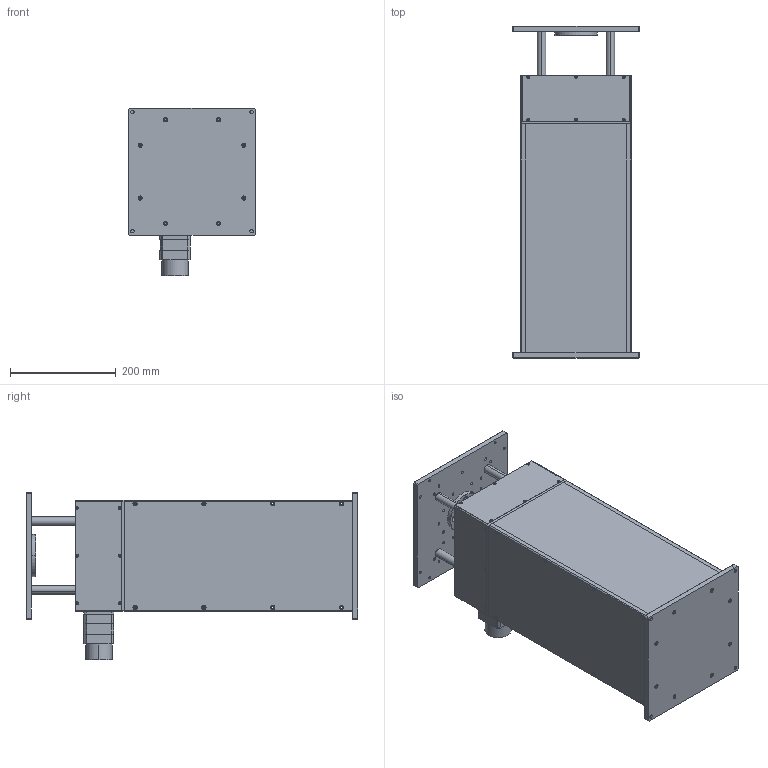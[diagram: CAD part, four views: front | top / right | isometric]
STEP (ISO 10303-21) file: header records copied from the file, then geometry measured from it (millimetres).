
FILE_DESCRIPTION (( 'STEP AP203' ), '1' );
FILE_NAME ('PSAV400-240ZF.step', '2019-05-06T08:29:27', ( '' ), ( '' ), 'SwSTEP 2.0', 'SolidWorks 2017', '' );
FILE_SCHEMA (( 'CONFIG_CONTROL_DESIGN' ));
Length unit declared in the file: millimetre
Products named in the file (1): PSAV400-240ZF
Bounding box: 240 x 627 x 317 mm (x, y, z)
Surface area: 973040.7 mm2 (no closed solid volume)
Topology: 0 solids, 95 shells, 844 faces, 3282 edges, 2521 vertices
Faces by surface type: plane 386, cylinder 250, cone 153, torus 53, bspline 2
Entity records: 35226 total; most frequent: CARTESIAN_POINT 6956, DIRECTION 6142, ORIENTED_EDGE 4779, EDGE_CURVE 3278, VERTEX_POINT 2521, VECTOR 2064, LINE 2064, AXIS2_PLACEMENT_3D 2039
